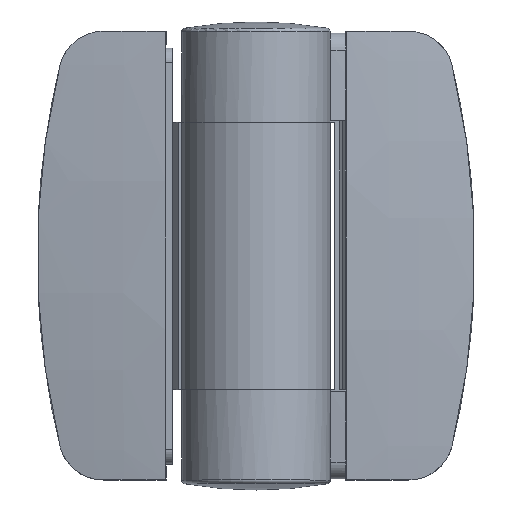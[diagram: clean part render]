
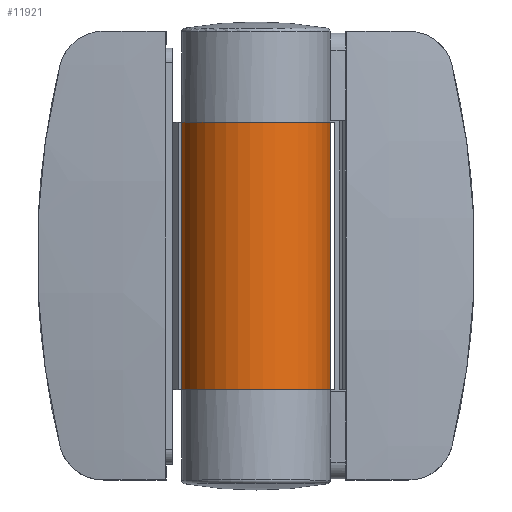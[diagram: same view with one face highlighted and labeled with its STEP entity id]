
A CAD part, top view. The second image highlights one B-rep face of the part: STEP entity #11921.
In plain terms, the highlighted cylindrical face has radius 10 mm (diameter 20 mm), a partial arc.
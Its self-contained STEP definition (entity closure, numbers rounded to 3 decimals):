
#7120 = PLANE('',#7121);
#7121 = AXIS2_PLACEMENT_3D('',#7122,#7123,#7124);
#7122 = CARTESIAN_POINT('',(0.,10.5,18.));
#7123 = DIRECTION('',(0.,0.,1.));
#7124 = DIRECTION('',(1.,0.,-0.));
#7339 = PLANE('',#7340);
#7340 = AXIS2_PLACEMENT_3D('',#7341,#7342,#7343);
#7341 = CARTESIAN_POINT('',(0.,10.5,-18.));
#7342 = DIRECTION('',(0.,0.,1.));
#7343 = DIRECTION('',(1.,0.,-0.));
#9204 = PLANE('',#9205);
#9205 = AXIS2_PLACEMENT_3D('',#9206,#9207,#9208);
#9206 = CARTESIAN_POINT('',(0.,0.5,18.));
#9207 = DIRECTION('',(0.259,0.966,0.));
#9208 = DIRECTION('',(-0.966,0.259,0.));
#11674 = VERTEX_POINT('',#11675);
#11675 = CARTESIAN_POINT('',(9.8,8.51,18.));
#11689 = PLANE('',#11690);
#11690 = AXIS2_PLACEMENT_3D('',#11691,#11692,#11693);
#11691 = CARTESIAN_POINT('',(9.8,8.,18.));
#11692 = DIRECTION('',(-1.,0.,0.));
#11693 = DIRECTION('',(0.,0.,1.));
#11701 = EDGE_CURVE('',#11674,#11702,#11704,.T.);
#11702 = VERTEX_POINT('',#11703);
#11703 = CARTESIAN_POINT('',(0.,0.5,18.));
#11704 = SURFACE_CURVE('',#11705,(#11710,#11717),.PCURVE_S1.);
#11705 = CIRCLE('',#11706,10.);
#11706 = AXIS2_PLACEMENT_3D('',#11707,#11708,#11709);
#11707 = CARTESIAN_POINT('',(0.,10.5,18.));
#11708 = DIRECTION('',(0.,0.,1.));
#11709 = DIRECTION('',(1.,0.,-0.));
#11710 = PCURVE('',#7120,#11711);
#11711 = DEFINITIONAL_REPRESENTATION('',(#11712),#11716);
#11712 = CIRCLE('',#11713,10.);
#11713 = AXIS2_PLACEMENT_2D('',#11714,#11715);
#11714 = CARTESIAN_POINT('',(0.,0.));
#11715 = DIRECTION('',(1.,0.));
#11716 = ( GEOMETRIC_REPRESENTATION_CONTEXT(2) 
PARAMETRIC_REPRESENTATION_CONTEXT() REPRESENTATION_CONTEXT('2D SPACE',''
  ) );
#11717 = PCURVE('',#11718,#11723);
#11718 = CYLINDRICAL_SURFACE('',#11719,10.);
#11719 = AXIS2_PLACEMENT_3D('',#11720,#11721,#11722);
#11720 = CARTESIAN_POINT('',(0.,10.5,18.));
#11721 = DIRECTION('',(0.,0.,-1.));
#11722 = DIRECTION('',(-1.,0.,0.));
#11723 = DEFINITIONAL_REPRESENTATION('',(#11724),#11728);
#11724 = LINE('',#11725,#11726);
#11725 = CARTESIAN_POINT('',(9.425,0.));
#11726 = VECTOR('',#11727,1.);
#11727 = DIRECTION('',(-1.,0.));
#11728 = ( GEOMETRIC_REPRESENTATION_CONTEXT(2) 
PARAMETRIC_REPRESENTATION_CONTEXT() REPRESENTATION_CONTEXT('2D SPACE',''
  ) );
#11785 = VERTEX_POINT('',#11786);
#11786 = CARTESIAN_POINT('',(0.,0.5,-18.));
#11807 = EDGE_CURVE('',#11808,#11785,#11810,.T.);
#11808 = VERTEX_POINT('',#11809);
#11809 = CARTESIAN_POINT('',(9.8,8.51,-18.));
#11810 = SURFACE_CURVE('',#11811,(#11816,#11823),.PCURVE_S1.);
#11811 = CIRCLE('',#11812,10.);
#11812 = AXIS2_PLACEMENT_3D('',#11813,#11814,#11815);
#11813 = CARTESIAN_POINT('',(0.,10.5,-18.));
#11814 = DIRECTION('',(0.,0.,1.));
#11815 = DIRECTION('',(1.,0.,-0.));
#11816 = PCURVE('',#7339,#11817);
#11817 = DEFINITIONAL_REPRESENTATION('',(#11818),#11822);
#11818 = CIRCLE('',#11819,10.);
#11819 = AXIS2_PLACEMENT_2D('',#11820,#11821);
#11820 = CARTESIAN_POINT('',(0.,0.));
#11821 = DIRECTION('',(1.,0.));
#11822 = ( GEOMETRIC_REPRESENTATION_CONTEXT(2) 
PARAMETRIC_REPRESENTATION_CONTEXT() REPRESENTATION_CONTEXT('2D SPACE',''
  ) );
#11823 = PCURVE('',#11718,#11824);
#11824 = DEFINITIONAL_REPRESENTATION('',(#11825),#11829);
#11825 = LINE('',#11826,#11827);
#11826 = CARTESIAN_POINT('',(9.425,36.));
#11827 = VECTOR('',#11828,1.);
#11828 = DIRECTION('',(-1.,0.));
#11829 = ( GEOMETRIC_REPRESENTATION_CONTEXT(2) 
PARAMETRIC_REPRESENTATION_CONTEXT() REPRESENTATION_CONTEXT('2D SPACE',''
  ) );
#11879 = EDGE_CURVE('',#11674,#11808,#11880,.T.);
#11880 = SURFACE_CURVE('',#11881,(#11885,#11892),.PCURVE_S1.);
#11881 = LINE('',#11882,#11883);
#11882 = CARTESIAN_POINT('',(9.8,8.51,18.));
#11883 = VECTOR('',#11884,1.);
#11884 = DIRECTION('',(0.,0.,-1.));
#11885 = PCURVE('',#11689,#11886);
#11886 = DEFINITIONAL_REPRESENTATION('',(#11887),#11891);
#11887 = LINE('',#11888,#11889);
#11888 = CARTESIAN_POINT('',(0.,0.51));
#11889 = VECTOR('',#11890,1.);
#11890 = DIRECTION('',(-1.,0.));
#11891 = ( GEOMETRIC_REPRESENTATION_CONTEXT(2) 
PARAMETRIC_REPRESENTATION_CONTEXT() REPRESENTATION_CONTEXT('2D SPACE',''
  ) );
#11892 = PCURVE('',#11718,#11893);
#11893 = DEFINITIONAL_REPRESENTATION('',(#11894),#11898);
#11894 = LINE('',#11895,#11896);
#11895 = CARTESIAN_POINT('',(3.342,0.));
#11896 = VECTOR('',#11897,1.);
#11897 = DIRECTION('',(0.,1.));
#11898 = ( GEOMETRIC_REPRESENTATION_CONTEXT(2) 
PARAMETRIC_REPRESENTATION_CONTEXT() REPRESENTATION_CONTEXT('2D SPACE',''
  ) );
#11921 = ADVANCED_FACE('',(#11922),#11718,.T.);
#11922 = FACE_BOUND('',#11923,.T.);
#11923 = EDGE_LOOP('',(#11924,#11925,#11946,#11947));
#11924 = ORIENTED_EDGE('',*,*,#11807,.T.);
#11925 = ORIENTED_EDGE('',*,*,#11926,.F.);
#11926 = EDGE_CURVE('',#11702,#11785,#11927,.T.);
#11927 = SURFACE_CURVE('',#11928,(#11932,#11939),.PCURVE_S1.);
#11928 = LINE('',#11929,#11930);
#11929 = CARTESIAN_POINT('',(0.,0.5,18.));
#11930 = VECTOR('',#11931,1.);
#11931 = DIRECTION('',(0.,0.,-1.));
#11932 = PCURVE('',#11718,#11933);
#11933 = DEFINITIONAL_REPRESENTATION('',(#11934),#11938);
#11934 = LINE('',#11935,#11936);
#11935 = CARTESIAN_POINT('',(-1.571,0.));
#11936 = VECTOR('',#11937,1.);
#11937 = DIRECTION('',(0.,1.));
#11938 = ( GEOMETRIC_REPRESENTATION_CONTEXT(2) 
PARAMETRIC_REPRESENTATION_CONTEXT() REPRESENTATION_CONTEXT('2D SPACE',''
  ) );
#11939 = PCURVE('',#9204,#11940);
#11940 = DEFINITIONAL_REPRESENTATION('',(#11941),#11945);
#11941 = LINE('',#11942,#11943);
#11942 = CARTESIAN_POINT('',(0.,0.));
#11943 = VECTOR('',#11944,1.);
#11944 = DIRECTION('',(0.,-1.));
#11945 = ( GEOMETRIC_REPRESENTATION_CONTEXT(2) 
PARAMETRIC_REPRESENTATION_CONTEXT() REPRESENTATION_CONTEXT('2D SPACE',''
  ) );
#11946 = ORIENTED_EDGE('',*,*,#11701,.F.);
#11947 = ORIENTED_EDGE('',*,*,#11879,.T.);
